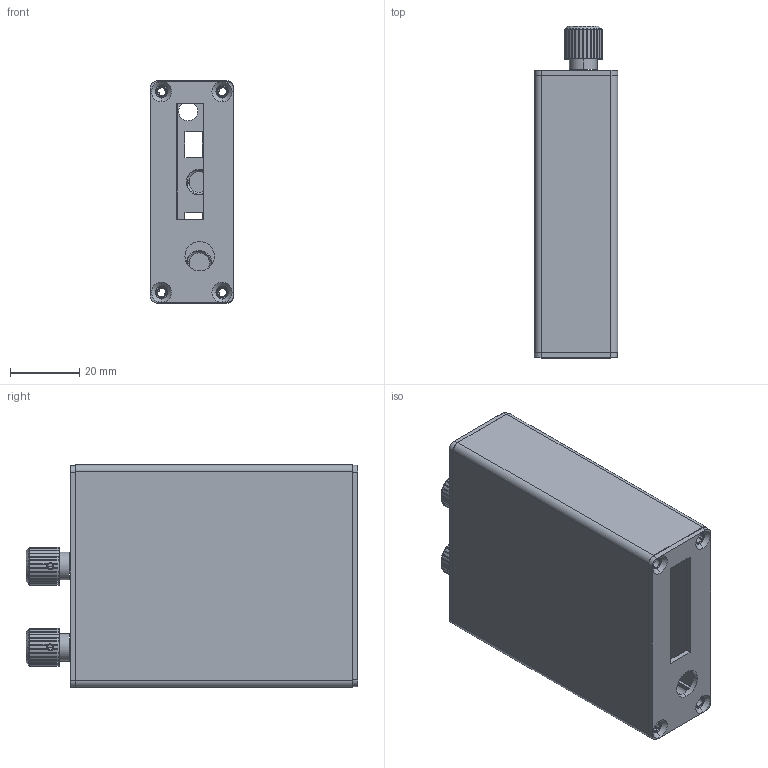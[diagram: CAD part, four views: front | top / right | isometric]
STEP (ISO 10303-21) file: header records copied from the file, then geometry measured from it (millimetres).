
FILE_DESCRIPTION((''),'2;1');
FILE_NAME('ASM103000_ASM','2013-07-10T',('Zhang'),(''),'PRO/ENGINEER BY PARAMETRIC TECHNOLOGY CORPORATION, 2004110','PRO/ENGINEER BY PARAMETRIC TECHNOLOGY CORPORATION, 2004110','');
FILE_SCHEMA(('CONFIG_CONTROL_DESIGN'));
Length unit declared in the file: millimetre
Products named in the file (6): 103000; 1031; 103001; 103002; 103013; ASM103000_ASM
Assembly tree (6 placements, depth 2):
  ASM103000_ASM
    103000
    1031
    103001
    103002
    103013  x2
Bounding box: 24.15 x 95.8 x 64.3 mm (x, y, z)
Volume: 35837.2 mm3; surface area: 47463 mm2
Topology: 6 solids, 16 shells, 527 faces, 1510 edges, 1005 vertices
Faces by surface type: plane 293, cylinder 186, cone 48
Entity records: 12950 total; most frequent: CARTESIAN_POINT 2797, ORIENTED_EDGE 2130, DIRECTION 2030, EDGE_CURVE 1083, VERTEX_POINT 721, AXIS2_PLACEMENT_3D 715, VECTOR 600, LINE 600
